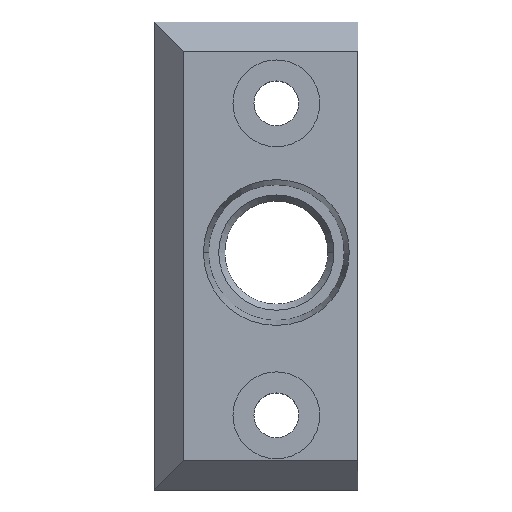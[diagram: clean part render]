
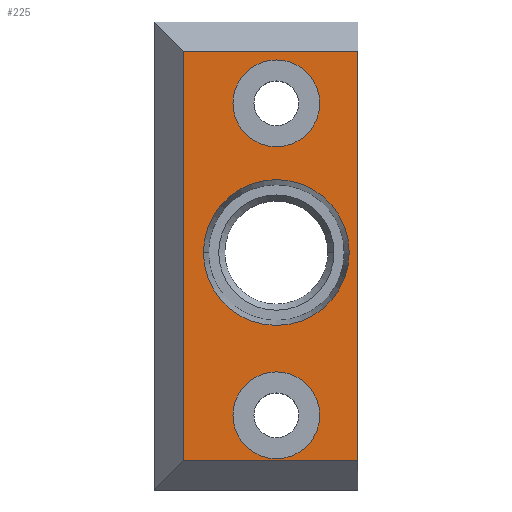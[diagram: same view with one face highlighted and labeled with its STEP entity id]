
A CAD part, top view. The second image highlights one B-rep face of the part: STEP entity #225.
In plain terms, the highlighted planar face has unit normal (0, 0, 1).
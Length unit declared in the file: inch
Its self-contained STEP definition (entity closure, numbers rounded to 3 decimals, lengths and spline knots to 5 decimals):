
#12 = ORIENTED_EDGE ( 'NONE', *, *, #560, .F. ) ;
#25 = DIRECTION ( 'NONE',  ( 1., 0., 0. ) ) ;
#32 = ORIENTED_EDGE ( 'NONE', *, *, #852, .T. ) ;
#70 = EDGE_LOOP ( 'NONE', ( #890, #625 ) ) ;
#85 = CARTESIAN_POINT ( 'NONE',  ( 2.55906, -0.44658, 2.57874 ) ) ;
#94 = AXIS2_PLACEMENT_3D ( 'NONE', #340, #486, #926 ) ;
#95 = DIRECTION ( 'NONE',  ( 0., 0., 1. ) ) ;
#98 = ORIENTED_EDGE ( 'NONE', *, *, #282, .F. ) ;
#101 = VERTEX_POINT ( 'NONE', #475 ) ;
#112 = CARTESIAN_POINT ( 'NONE',  ( 2.44882, 0.59055, 2.57874 ) ) ;
#120 = CIRCLE ( 'NONE', #379, 0.21161 ) ;
#134 = DIRECTION ( 'NONE',  ( -1., 0., 0. ) ) ;
#137 = DIRECTION ( 'NONE',  ( 0., 1., 0. ) ) ;
#153 = EDGE_CURVE ( 'NONE', #783, #472, #416, .T. ) ;
#173 = CARTESIAN_POINT ( 'NONE',  ( 2.05342, 0.74186, 2.57874 ) ) ;
#186 = LINE ( 'NONE', #880, #654 ) ;
#198 = FACE_BOUND ( 'NONE', #70, .T. ) ;
#202 = EDGE_LOOP ( 'NONE', ( #706, #406 ) ) ;
#211 = LINE ( 'NONE', #518, #311 ) ;
#225 = ADVANCED_FACE ( 'NONE', ( #198, #888, #713, #577 ), #775, .F. ) ;
#250 = EDGE_CURVE ( 'NONE', #472, #783, #793, .T. ) ;
#257 = CARTESIAN_POINT ( 'NONE',  ( 2.05342, -0.44658, 2.57874 ) ) ;
#279 = DIRECTION ( 'NONE',  ( 0., 1., 0. ) ) ;
#282 = EDGE_CURVE ( 'NONE', #806, #658, #211, .T. ) ;
#283 = CIRCLE ( 'NONE', #94, 0.12598 ) ;
#311 = VECTOR ( 'NONE', #137, 39.37008 ) ;
#329 = CARTESIAN_POINT ( 'NONE',  ( 2.32283, 0.15748, 2.57874 ) ) ;
#336 = VERTEX_POINT ( 'NONE', #949 ) ;
#337 = AXIS2_PLACEMENT_3D ( 'NONE', #641, #773, #349 ) ;
#338 = VERTEX_POINT ( 'NONE', #659 ) ;
#340 = CARTESIAN_POINT ( 'NONE',  ( 2.32283, -0.31496, 2.57874 ) ) ;
#349 = DIRECTION ( 'NONE',  ( 1., 0., 0. ) ) ;
#353 = CARTESIAN_POINT ( 'NONE',  ( 1.9685, -0.5315, 2.57874 ) ) ;
#358 = VERTEX_POINT ( 'NONE', #579 ) ;
#379 = AXIS2_PLACEMENT_3D ( 'NONE', #900, #95, #25 ) ;
#406 = ORIENTED_EDGE ( 'NONE', *, *, #250, .F. ) ;
#413 = CIRCLE ( 'NONE', #615, 0.12598 ) ;
#416 = CIRCLE ( 'NONE', #337, 0.12598 ) ;
#425 = VECTOR ( 'NONE', #496, 39.37008 ) ;
#450 = EDGE_LOOP ( 'NONE', ( #98, #716, #533, #32 ) ) ;
#454 = CARTESIAN_POINT ( 'NONE',  ( 2.19685, 0.59055, 2.57874 ) ) ;
#472 = VERTEX_POINT ( 'NONE', #454 ) ;
#473 = CARTESIAN_POINT ( 'NONE',  ( 2.32283, -0.31496, 2.57874 ) ) ;
#475 = CARTESIAN_POINT ( 'NONE',  ( 2.44882, -0.31496, 2.57874 ) ) ;
#486 = DIRECTION ( 'NONE',  ( 0., 0., 1. ) ) ;
#494 = CARTESIAN_POINT ( 'NONE',  ( 2.55906, 0.74186, 2.57874 ) ) ;
#496 = DIRECTION ( 'NONE',  ( 0., -1., 0. ) ) ;
#501 = DIRECTION ( 'NONE',  ( 0., 0., 1. ) ) ;
#510 = DIRECTION ( 'NONE',  ( 1., 0., 0. ) ) ;
#513 = VERTEX_POINT ( 'NONE', #85 ) ;
#518 = CARTESIAN_POINT ( 'NONE',  ( 2.05342, -0.5315, 2.57874 ) ) ;
#533 = ORIENTED_EDGE ( 'NONE', *, *, #866, .F. ) ;
#534 = DIRECTION ( 'NONE',  ( 0., 0., 1. ) ) ;
#538 = DIRECTION ( 'NONE',  ( 0., 0., 1. ) ) ;
#540 = EDGE_CURVE ( 'NONE', #336, #358, #120, .T. ) ;
#560 = EDGE_CURVE ( 'NONE', #358, #336, #565, .T. ) ;
#564 = CARTESIAN_POINT ( 'NONE',  ( 2.55906, -0.5315, 2.57874 ) ) ;
#565 = CIRCLE ( 'NONE', #790, 0.21161 ) ;
#573 = DIRECTION ( 'NONE',  ( 1., 0., 0. ) ) ;
#574 = EDGE_CURVE ( 'NONE', #338, #101, #413, .T. ) ;
#577 = FACE_OUTER_BOUND ( 'NONE', #450, .T. ) ;
#578 = EDGE_LOOP ( 'NONE', ( #939, #12 ) ) ;
#579 = CARTESIAN_POINT ( 'NONE',  ( 2.11122, 0.15748, 2.57874 ) ) ;
#595 = LINE ( 'NONE', #855, #837 ) ;
#603 = DIRECTION ( 'NONE',  ( 1., 0., 0. ) ) ;
#609 = LINE ( 'NONE', #564, #425 ) ;
#611 = DIRECTION ( 'NONE',  ( 1., 0., 0. ) ) ;
#615 = AXIS2_PLACEMENT_3D ( 'NONE', #473, #538, #611 ) ;
#625 = ORIENTED_EDGE ( 'NONE', *, *, #574, .F. ) ;
#639 = CARTESIAN_POINT ( 'NONE',  ( 2.32283, 0.59055, 2.57874 ) ) ;
#641 = CARTESIAN_POINT ( 'NONE',  ( 2.32283, 0.59055, 2.57874 ) ) ;
#652 = AXIS2_PLACEMENT_3D ( 'NONE', #353, #851, #279 ) ;
#654 = VECTOR ( 'NONE', #510, 39.37008 ) ;
#658 = VERTEX_POINT ( 'NONE', #173 ) ;
#659 = CARTESIAN_POINT ( 'NONE',  ( 2.19685, -0.31496, 2.57874 ) ) ;
#706 = ORIENTED_EDGE ( 'NONE', *, *, #153, .F. ) ;
#713 = FACE_BOUND ( 'NONE', #578, .T. ) ;
#716 = ORIENTED_EDGE ( 'NONE', *, *, #941, .T. ) ;
#718 = EDGE_CURVE ( 'NONE', #101, #338, #283, .T. ) ;
#773 = DIRECTION ( 'NONE',  ( 0., 0., 1. ) ) ;
#775 = PLANE ( 'NONE',  #652 ) ;
#783 = VERTEX_POINT ( 'NONE', #112 ) ;
#790 = AXIS2_PLACEMENT_3D ( 'NONE', #329, #534, #603 ) ;
#793 = CIRCLE ( 'NONE', #882, 0.12598 ) ;
#806 = VERTEX_POINT ( 'NONE', #257 ) ;
#832 = VERTEX_POINT ( 'NONE', #494 ) ;
#837 = VECTOR ( 'NONE', #134, 39.37008 ) ;
#851 = DIRECTION ( 'NONE',  ( 0., 0., -1. ) ) ;
#852 = EDGE_CURVE ( 'NONE', #832, #658, #595, .T. ) ;
#855 = CARTESIAN_POINT ( 'NONE',  ( 1.77165, 0.74186, 2.57874 ) ) ;
#866 = EDGE_CURVE ( 'NONE', #832, #513, #609, .T. ) ;
#880 = CARTESIAN_POINT ( 'NONE',  ( 1.77165, -0.44658, 2.57874 ) ) ;
#882 = AXIS2_PLACEMENT_3D ( 'NONE', #639, #501, #573 ) ;
#888 = FACE_BOUND ( 'NONE', #202, .T. ) ;
#890 = ORIENTED_EDGE ( 'NONE', *, *, #718, .F. ) ;
#900 = CARTESIAN_POINT ( 'NONE',  ( 2.32283, 0.15748, 2.57874 ) ) ;
#926 = DIRECTION ( 'NONE',  ( 1., 0., 0. ) ) ;
#939 = ORIENTED_EDGE ( 'NONE', *, *, #540, .F. ) ;
#941 = EDGE_CURVE ( 'NONE', #806, #513, #186, .T. ) ;
#949 = CARTESIAN_POINT ( 'NONE',  ( 2.53445, 0.15748, 2.57874 ) ) ;
